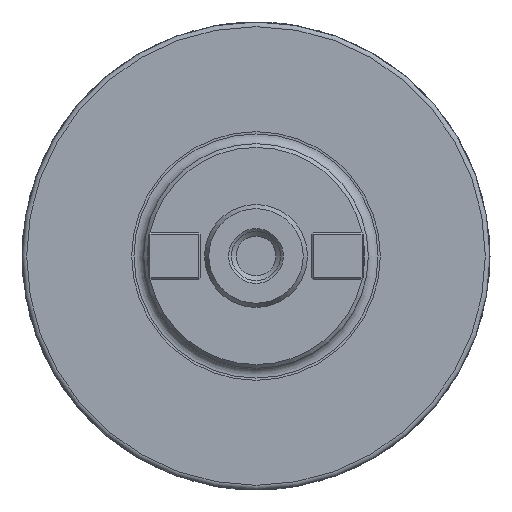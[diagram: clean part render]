
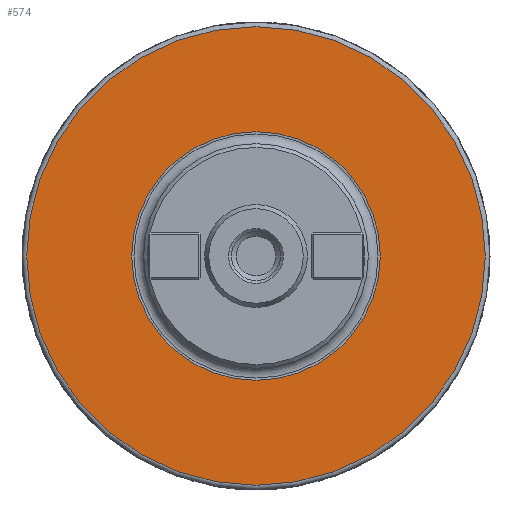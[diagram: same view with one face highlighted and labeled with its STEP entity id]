
A CAD part, left-side view. The second image highlights one B-rep face of the part: STEP entity #574.
In plain terms, the highlighted planar face has unit normal (-1, 0, 0).
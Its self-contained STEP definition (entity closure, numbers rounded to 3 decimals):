
#478=FACE_BOUND('',#853,.T.);
#479=FACE_BOUND('',#854,.T.);
#574=ADVANCED_FACE('',(#478,#479),#648,.F.);
#648=PLANE('',#2305);
#853=EDGE_LOOP('',(#1519));
#854=EDGE_LOOP('',(#1520));
#1519=ORIENTED_EDGE('',*,*,#2046,.T.);
#1520=ORIENTED_EDGE('',*,*,#2047,.F.);
#1820=VERTEX_POINT('',#3707);
#1821=VERTEX_POINT('',#3710);
#2046=EDGE_CURVE('',#1820,#1820,#2166,.T.);
#2047=EDGE_CURVE('',#1821,#1821,#2167,.T.);
#2166=CIRCLE('',#2302,48.995);
#2167=CIRCLE('',#2304,26.559);
#2302=AXIS2_PLACEMENT_3D('',#3706,#2682,#2683);
#2304=AXIS2_PLACEMENT_3D('',#3709,#2686,#2687);
#2305=AXIS2_PLACEMENT_3D('',#3711,#2688,#2689);
#2682=DIRECTION('',(-1.,0.,0.));
#2683=DIRECTION('',(0.,0.,-1.));
#2686=DIRECTION('',(-1.,0.,0.));
#2687=DIRECTION('',(0.,0.,-1.));
#2688=DIRECTION('',(1.,0.,0.));
#2689=DIRECTION('',(0.,0.,-1.));
#3706=CARTESIAN_POINT('',(81.,0.,0.));
#3707=CARTESIAN_POINT('',(81.,0.,-48.995));
#3709=CARTESIAN_POINT('',(81.,0.,0.));
#3710=CARTESIAN_POINT('',(81.,0.,-26.559));
#3711=CARTESIAN_POINT('',(81.,26.559,0.));
